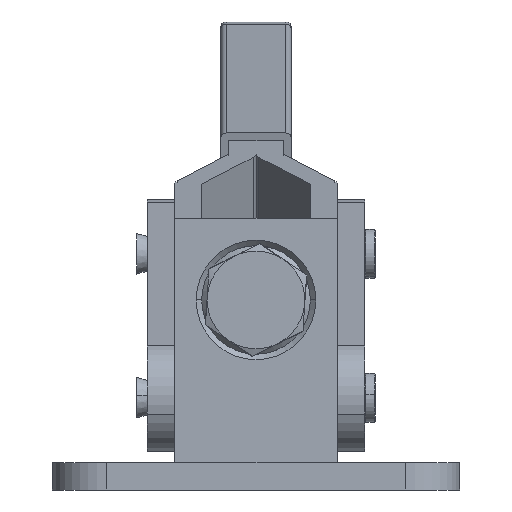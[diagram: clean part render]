
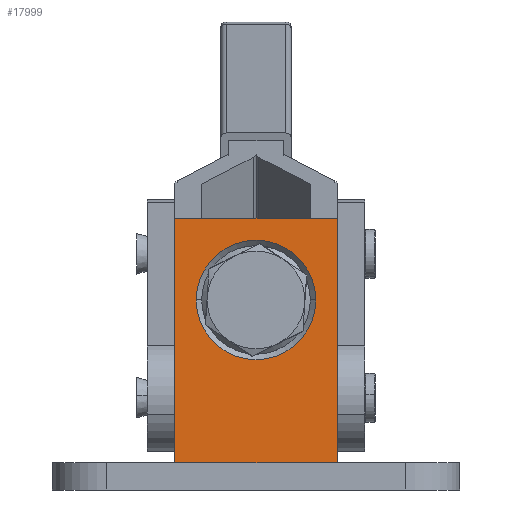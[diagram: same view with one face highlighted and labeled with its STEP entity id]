
A CAD part, left-side view. The second image highlights one B-rep face of the part: STEP entity #17999.
In plain terms, the highlighted planar face has unit normal (-1, 0, 0).
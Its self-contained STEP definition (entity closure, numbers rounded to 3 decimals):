
#143 = CARTESIAN_POINT ( 'NONE',  ( -318.641, 478.994, 30. ) ) ;
#333 = CIRCLE ( 'NONE', #2026, 11. ) ;
#663 = CARTESIAN_POINT ( 'NONE',  ( -318.641, 508.994, 15. ) ) ;
#2026 = AXIS2_PLACEMENT_3D ( 'NONE', #10063, #26687, #12442 ) ;
#2253 = CARTESIAN_POINT ( 'NONE',  ( -318.641, 523.994, 30. ) ) ;
#2389 = VERTEX_POINT ( 'NONE', #20615 ) ;
#3056 = DIRECTION ( 'NONE',  ( 0., 0., -1. ) ) ;
#4829 = AXIS2_PLACEMENT_3D ( 'NONE', #663, #17289, #3056 ) ;
#5037 = CARTESIAN_POINT ( 'NONE',  ( -318.641, 523.994, 30. ) ) ;
#5486 = LINE ( 'NONE', #5037, #17374 ) ;
#5898 = ORIENTED_EDGE ( 'NONE', *, *, #29518, .T. ) ;
#6092 = CARTESIAN_POINT ( 'NONE',  ( -318.641, 508.994, 26. ) ) ;
#6626 = LINE ( 'NONE', #28139, #12930 ) ;
#6645 = EDGE_CURVE ( 'NONE', #25827, #2389, #18937, .T. ) ;
#7129 = CARTESIAN_POINT ( 'NONE',  ( -318.641, 523.994, 0. ) ) ;
#7368 = VERTEX_POINT ( 'NONE', #13199 ) ;
#9297 = LINE ( 'NONE', #7129, #14842 ) ;
#9546 = DIRECTION ( 'NONE',  ( 0., -1., 0. ) ) ;
#9654 = EDGE_CURVE ( 'NONE', #15661, #28567, #6626, .T. ) ;
#9860 = ORIENTED_EDGE ( 'NONE', *, *, #22185, .T. ) ;
#10063 = CARTESIAN_POINT ( 'NONE',  ( -318.641, 508.994, 15. ) ) ;
#10335 = VERTEX_POINT ( 'NONE', #14054 ) ;
#10713 = EDGE_LOOP ( 'NONE', ( #23261, #9860 ) ) ;
#11507 = DIRECTION ( 'NONE',  ( 0., 0., -1. ) ) ;
#11877 = VECTOR ( 'NONE', #17865, 1000. ) ;
#12085 = EDGE_LOOP ( 'NONE', ( #5898, #26387, #20899, #21681 ) ) ;
#12442 = DIRECTION ( 'NONE',  ( 0., 0., -1. ) ) ;
#12463 = CARTESIAN_POINT ( 'NONE',  ( -318.641, 478.994, 0. ) ) ;
#12605 = LINE ( 'NONE', #15475, #11877 ) ;
#12930 = VECTOR ( 'NONE', #11507, 1000. ) ;
#13199 = CARTESIAN_POINT ( 'NONE',  ( -318.641, 523.994, 30. ) ) ;
#14054 = CARTESIAN_POINT ( 'NONE',  ( -318.641, 523.994, 0. ) ) ;
#14281 = DIRECTION ( 'NONE',  ( 0., 0., -1. ) ) ;
#14842 = VECTOR ( 'NONE', #9546, 1000. ) ;
#15475 = CARTESIAN_POINT ( 'NONE',  ( -318.641, 523.994, 30. ) ) ;
#15661 = VERTEX_POINT ( 'NONE', #143 ) ;
#15894 = AXIS2_PLACEMENT_3D ( 'NONE', #2253, #28540, #14281 ) ;
#17289 = DIRECTION ( 'NONE',  ( 1., 0., 0. ) ) ;
#17374 = VECTOR ( 'NONE', #24063, 1000. ) ;
#17865 = DIRECTION ( 'NONE',  ( 0., -1., 0. ) ) ;
#17999 = ADVANCED_FACE ( 'NONE', ( #26891, #23561 ), #18870, .F. ) ;
#18870 = PLANE ( 'NONE',  #15894 ) ;
#18937 = CIRCLE ( 'NONE', #4829, 11. ) ;
#20615 = CARTESIAN_POINT ( 'NONE',  ( -318.641, 508.994, 4. ) ) ;
#20899 = ORIENTED_EDGE ( 'NONE', *, *, #21856, .F. ) ;
#21681 = ORIENTED_EDGE ( 'NONE', *, *, #27810, .T. ) ;
#21856 = EDGE_CURVE ( 'NONE', #7368, #15661, #12605, .T. ) ;
#22185 = EDGE_CURVE ( 'NONE', #2389, #25827, #333, .T. ) ;
#23261 = ORIENTED_EDGE ( 'NONE', *, *, #6645, .T. ) ;
#23561 = FACE_OUTER_BOUND ( 'NONE', #12085, .T. ) ;
#24063 = DIRECTION ( 'NONE',  ( 0., 0., -1. ) ) ;
#25827 = VERTEX_POINT ( 'NONE', #6092 ) ;
#26387 = ORIENTED_EDGE ( 'NONE', *, *, #9654, .F. ) ;
#26687 = DIRECTION ( 'NONE',  ( 1., 0., 0. ) ) ;
#26891 = FACE_BOUND ( 'NONE', #10713, .T. ) ;
#27810 = EDGE_CURVE ( 'NONE', #7368, #10335, #5486, .T. ) ;
#28139 = CARTESIAN_POINT ( 'NONE',  ( -318.641, 478.994, 30. ) ) ;
#28540 = DIRECTION ( 'NONE',  ( 1., 0., 0. ) ) ;
#28567 = VERTEX_POINT ( 'NONE', #12463 ) ;
#29518 = EDGE_CURVE ( 'NONE', #10335, #28567, #9297, .T. ) ;
